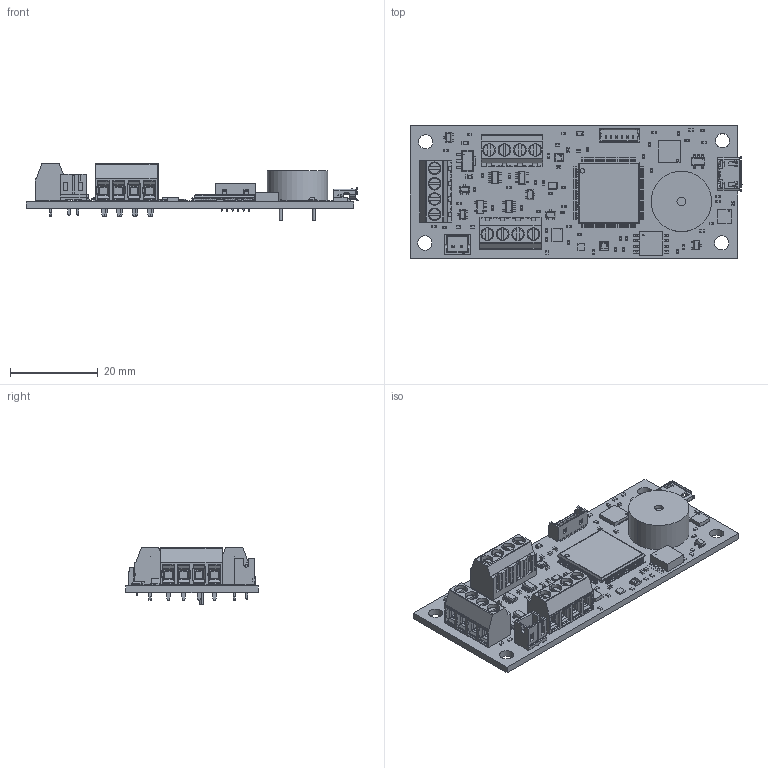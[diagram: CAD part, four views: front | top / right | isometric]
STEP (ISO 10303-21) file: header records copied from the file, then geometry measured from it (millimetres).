
FILE_DESCRIPTION(('KiCad electronic assembly'),'2;1');
FILE_NAME('Full-Flight-Computer-Test-Rev1.step','2023-06-15T13:02:20',( 'Pcbnew'),('Kicad'),'Open CASCADE STEP processor 7.6', 'KiCad to STEP converter','Unknown');
FILE_SCHEMA(('AUTOMOTIVE_DESIGN { 1 0 10303 214 1 1 1 1 }'));
Length unit declared in the file: millimetre
Products named in the file (48): Full-Flight-Computer-Test-Rev1 1; 2N7002W-7-F; COMPOUND; CLMVC-FKA-CL1D1L71BB7C3C3; RES_0402; CAP_0402; LTST-C191KGKT; 1546551-4; SOLID; QS5U17TR; PMEG3010AESBYL; B2B_PH_K_S_LF__SN_; CAP_0603; AP7370-33Y-13; stm32h750vbt6; AT-1438-TWT-R; SP0504BAHTG; 10118194-0001LF; BMP390; CP2102; BMI323; SST25VF040B-50-4I-S2AE-T; 530470610; H3LIS100DLTR; BMM150; ECS-240-12-37B-CKY-TR; PCB
Assembly tree (109 placements, depth 3):
  Full-Flight-Computer-Test-Rev1 1
    2N7002W-7-F  x6
      COMPOUND
    CLMVC-FKA-CL1D1L71BB7C3C3
      COMPOUND
    RES_0402  x28
      COMPOUND
    CAP_0402  x23
      COMPOUND
    LTST-C191KGKT
      COMPOUND
    1546551-4  x3
      SOLID
    QS5U17TR  x4
      COMPOUND
    PMEG3010AESBYL  x3
      COMPOUND
    B2B_PH_K_S_LF__SN_
      COMPOUND
    CAP_0603  x2
      COMPOUND
    AP7370-33Y-13
      COMPOUND
    stm32h750vbt6
      SOLID
    AT-1438-TWT-R
      SOLID
    SP0504BAHTG
      COMPOUND
    10118194-0001LF
      SOLID
    BMP390
      SOLID
    CP2102
      COMPOUND
    BMI323
      COMPOUND
    SST25VF040B-50-4I-S2AE-T
      COMPOUND
    530470610
      COMPOUND
    H3LIS100DLTR
      COMPOUND
    BMM150
      COMPOUND
    ECS-240-12-37B-CKY-TR
      COMPOUND
    PCB
Bounding box: 75.67 x 30.18 x 12.96 mm (x, y, z)
Volume: 6739.2 mm3; surface area: 10745.6 mm2
Topology: 388 solids, 388 shells, 7307 faces, 18848 edges, 12307 vertices
Faces by surface type: plane 5502, cylinder 1694, torus 40, sphere 32, bspline 17, cone 12, extrusion 10
Full cylindrical faces by diameter (mm): 0.078 x1, 0.08 x4, 0.088 x1, 0.11 x6, 0.15 x1, 0.157 x1, 0.173 x1, 0.269 x1, 0.508 x6, 0.813 x2, 0.9 x2, 1.219 x12, 3.264 x4
Entity records: 310865 total; most frequent: CARTESIAN_POINT 68368, DIRECTION 42348, VECTOR 28415, LINE 28405, ORIENTED_EDGE 22332, PCURVE 22332, DEFINITIONAL_REPRESENTATION 22332, EDGE_CURVE 11166
